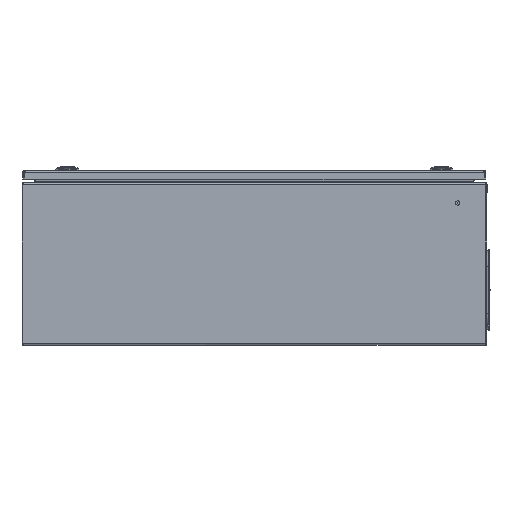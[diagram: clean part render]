
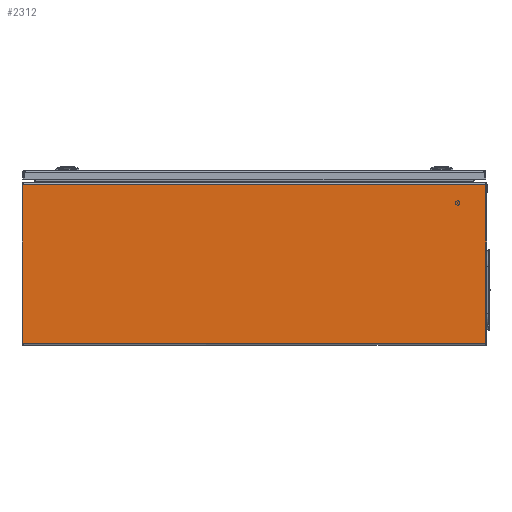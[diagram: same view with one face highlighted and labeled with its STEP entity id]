
A CAD part, left-side view. The second image highlights one B-rep face of the part: STEP entity #2312.
In plain terms, the highlighted planar face has unit normal (-1, 0, 0).
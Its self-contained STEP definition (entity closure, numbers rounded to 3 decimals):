
#2243 = EDGE_CURVE ( 'NONE', #2319, #2326, #17793, .T. ) ;
#2287 = ORIENTED_EDGE ( 'NONE', *, *, #2243, .T. ) ;
#2288 = ORIENTED_EDGE ( 'NONE', *, *, #2289, .T. ) ;
#2289 = EDGE_CURVE ( 'NONE', #2326, #2305, #18040, .T. ) ;
#2290 = ORIENTED_EDGE ( 'NONE', *, *, #2304, .T. ) ;
#2291 = ORIENTED_EDGE ( 'NONE', *, *, #2292, .T. ) ;
#2292 = EDGE_CURVE ( 'NONE', #2301, #2293, #18020, .T. ) ;
#2293 = VERTEX_POINT ( 'NONE', #18014 ) ;
#2294 = ORIENTED_EDGE ( 'NONE', *, *, #2295, .T. ) ;
#2295 = EDGE_CURVE ( 'NONE', #2293, #2316, #18008, .T. ) ;
#2301 = VERTEX_POINT ( 'NONE', #18099 ) ;
#2304 = EDGE_CURVE ( 'NONE', #2305, #2301, #18094, .T. ) ;
#2305 = VERTEX_POINT ( 'NONE', #18089 ) ;
#2312 = ADVANCED_FACE ( 'NONE', ( #18072 ), #18067, .T. ) ;
#2313 = EDGE_LOOP ( 'NONE', ( #2314, #2287, #2288, #2290, #2291, #2294 ) ) ;
#2314 = ORIENTED_EDGE ( 'NONE', *, *, #2315, .T. ) ;
#2315 = EDGE_CURVE ( 'NONE', #2316, #2319, #18057, .T. ) ;
#2316 = VERTEX_POINT ( 'NONE', #18051 ) ;
#2319 = VERTEX_POINT ( 'NONE', #18169 ) ;
#2326 = VERTEX_POINT ( 'NONE', #18148 ) ;
#17789 = DIRECTION ( 'NONE',  ( 0., 0., -1. ) ) ;
#17790 = VECTOR ( 'NONE', #17789, 1000. ) ;
#17792 = CARTESIAN_POINT ( 'NONE',  ( -300., 398.499, 278.5 ) ) ;
#17793 = LINE ( 'NONE', #17792, #17790 ) ;
#18005 = DIRECTION ( 'NONE',  ( 0., 1., 0. ) ) ;
#18006 = VECTOR ( 'NONE', #18005, 1000. ) ;
#18007 = CARTESIAN_POINT ( 'NONE',  ( -300., -4383.492, 277. ) ) ;
#18008 = LINE ( 'NONE', #18007, #18006 ) ;
#18014 = CARTESIAN_POINT ( 'NONE',  ( -300., -398.474, 277. ) ) ;
#18016 = DIRECTION ( 'NONE',  ( 0., -1., 0. ) ) ;
#18017 = DIRECTION ( 'NONE',  ( -1., 0., 0. ) ) ;
#18018 = CARTESIAN_POINT ( 'NONE',  ( -300., -393.499, 276.502 ) ) ;
#18019 = AXIS2_PLACEMENT_3D ( 'NONE', #18018, #18017, #18016 ) ;
#18020 = CIRCLE ( 'NONE', #18019, 5. ) ;
#18026 = DIRECTION ( 'NONE',  ( 0., -1., 0. ) ) ;
#18027 = VECTOR ( 'NONE', #18026, 1000. ) ;
#18028 = CARTESIAN_POINT ( 'NONE',  ( -300., 4383.5, 3. ) ) ;
#18040 = LINE ( 'NONE', #18028, #18027 ) ;
#18051 = CARTESIAN_POINT ( 'NONE',  ( -300., 398.474, 277. ) ) ;
#18052 = DIRECTION ( 'NONE',  ( 0., -1., 0. ) ) ;
#18053 = DIRECTION ( 'NONE',  ( -1., 0., 0. ) ) ;
#18054 = CARTESIAN_POINT ( 'NONE',  ( -300., 393.499, 276.502 ) ) ;
#18055 = AXIS2_PLACEMENT_3D ( 'NONE', #18054, #18053, #18052 ) ;
#18057 = CIRCLE ( 'NONE', #18055, 5. ) ;
#18062 = DIRECTION ( 'NONE',  ( 0., 0., -1. ) ) ;
#18063 = DIRECTION ( 'NONE',  ( -1., 0., 0. ) ) ;
#18064 = CARTESIAN_POINT ( 'NONE',  ( -300., 4383.5, 278.5 ) ) ;
#18065 = AXIS2_PLACEMENT_3D ( 'NONE', #18064, #18063, #18062 ) ;
#18067 = PLANE ( 'NONE',  #18065 ) ;
#18072 = FACE_OUTER_BOUND ( 'NONE', #2313, .T. ) ;
#18089 = CARTESIAN_POINT ( 'NONE',  ( -300., -398.499, 3. ) ) ;
#18090 = DIRECTION ( 'NONE',  ( 0., 0., 1. ) ) ;
#18091 = VECTOR ( 'NONE', #18090, 1000. ) ;
#18092 = CARTESIAN_POINT ( 'NONE',  ( -300., -398.499, 278.5 ) ) ;
#18094 = LINE ( 'NONE', #18092, #18091 ) ;
#18099 = CARTESIAN_POINT ( 'NONE',  ( -300., -398.499, 276.502 ) ) ;
#18148 = CARTESIAN_POINT ( 'NONE',  ( -300., 398.499, 3. ) ) ;
#18169 = CARTESIAN_POINT ( 'NONE',  ( -300., 398.499, 276.502 ) ) ;
